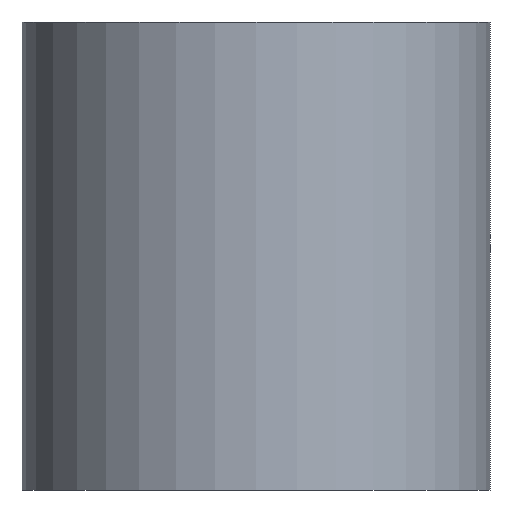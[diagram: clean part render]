
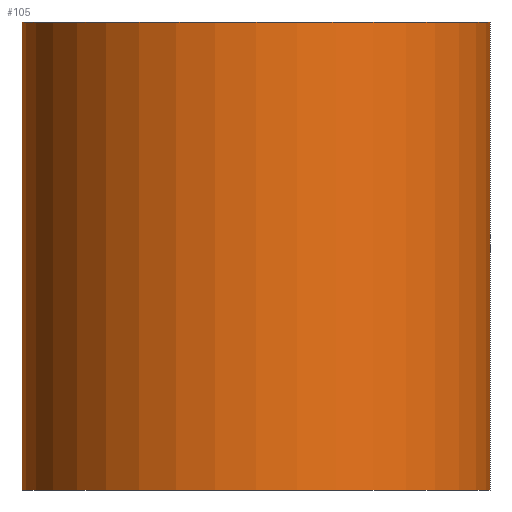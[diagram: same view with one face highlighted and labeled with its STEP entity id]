
A CAD part, front view. The second image highlights one B-rep face of the part: STEP entity #105.
In plain terms, the highlighted cylindrical face has radius 4.75 mm (diameter 9.5 mm), a partial arc.
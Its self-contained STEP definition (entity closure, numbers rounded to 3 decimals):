
#2 = CARTESIAN_POINT ( 'NONE',  ( 4.75, 0., 4.75 ) ) ;
#6 = DIRECTION ( 'NONE',  ( 0., 0., 1. ) ) ;
#10 = VERTEX_POINT ( 'NONE', #173 ) ;
#11 = ORIENTED_EDGE ( 'NONE', *, *, #133, .F. ) ;
#18 = VERTEX_POINT ( 'NONE', #2 ) ;
#24 = VECTOR ( 'NONE', #6, 1000. ) ;
#47 = CARTESIAN_POINT ( 'NONE',  ( 0., 0., -4.75 ) ) ;
#62 = EDGE_LOOP ( 'NONE', ( #161, #185, #154, #11 ) ) ;
#66 = CIRCLE ( 'NONE', #102, 4.75 ) ;
#67 = CARTESIAN_POINT ( 'NONE',  ( 4.75, 0., -4.75 ) ) ;
#79 = CIRCLE ( 'NONE', #177, 4.75 ) ;
#80 = FACE_OUTER_BOUND ( 'NONE', #62, .T. ) ;
#83 = VERTEX_POINT ( 'NONE', #189 ) ;
#100 = DIRECTION ( 'NONE',  ( 0., 0., 1. ) ) ;
#102 = AXIS2_PLACEMENT_3D ( 'NONE', #192, #100, #143 ) ;
#105 = ADVANCED_FACE ( 'NONE', ( #80 ), #124, .T. ) ;
#124 = CYLINDRICAL_SURFACE ( 'NONE', #197, 4.75 ) ;
#128 = DIRECTION ( 'NONE',  ( 0., 0., 1. ) ) ;
#133 = EDGE_CURVE ( 'NONE', #176, #18, #66, .T. ) ;
#135 = EDGE_CURVE ( 'NONE', #83, #18, #163, .T. ) ;
#142 = DIRECTION ( 'NONE',  ( 0., 0., 1. ) ) ;
#143 = DIRECTION ( 'NONE',  ( 1., 0., 0. ) ) ;
#152 = DIRECTION ( 'NONE',  ( 1., 0., 0. ) ) ;
#154 = ORIENTED_EDGE ( 'NONE', *, *, #135, .T. ) ;
#156 = EDGE_CURVE ( 'NONE', #10, #176, #201, .T. ) ;
#158 = VECTOR ( 'NONE', #142, 1000. ) ;
#160 = DIRECTION ( 'NONE',  ( 1., 0., 0. ) ) ;
#161 = ORIENTED_EDGE ( 'NONE', *, *, #156, .F. ) ;
#163 = LINE ( 'NONE', #67, #158 ) ;
#170 = DIRECTION ( 'NONE',  ( 0., 0., 1. ) ) ;
#173 = CARTESIAN_POINT ( 'NONE',  ( -4.75, 0., -4.75 ) ) ;
#174 = CARTESIAN_POINT ( 'NONE',  ( -4.75, 0., -4.75 ) ) ;
#176 = VERTEX_POINT ( 'NONE', #211 ) ;
#177 = AXIS2_PLACEMENT_3D ( 'NONE', #198, #170, #152 ) ;
#185 = ORIENTED_EDGE ( 'NONE', *, *, #203, .T. ) ;
#189 = CARTESIAN_POINT ( 'NONE',  ( 4.75, 0., -4.75 ) ) ;
#192 = CARTESIAN_POINT ( 'NONE',  ( 0., 0., 4.75 ) ) ;
#197 = AXIS2_PLACEMENT_3D ( 'NONE', #47, #128, #160 ) ;
#198 = CARTESIAN_POINT ( 'NONE',  ( 0., 0., -4.75 ) ) ;
#201 = LINE ( 'NONE', #174, #24 ) ;
#203 = EDGE_CURVE ( 'NONE', #10, #83, #79, .T. ) ;
#211 = CARTESIAN_POINT ( 'NONE',  ( -4.75, 0., 4.75 ) ) ;
